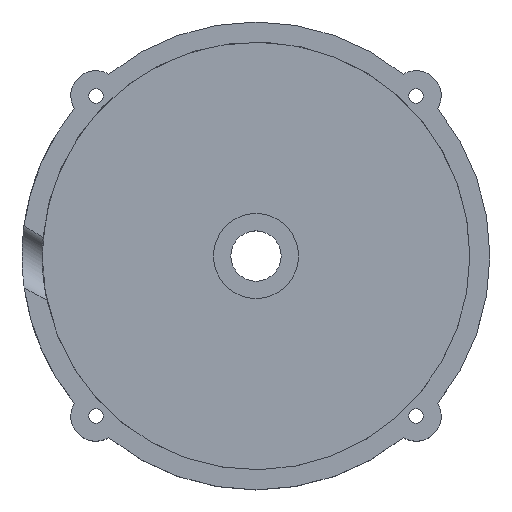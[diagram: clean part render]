
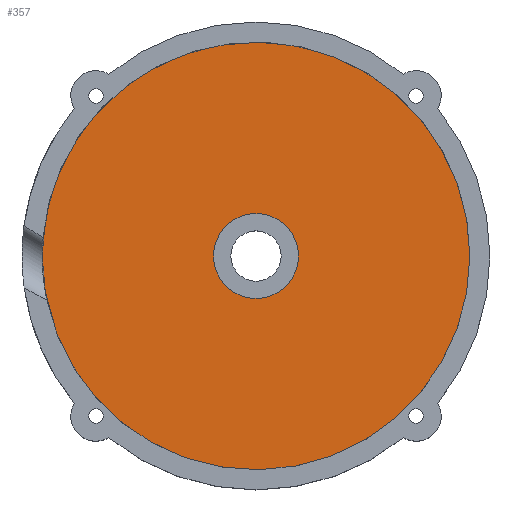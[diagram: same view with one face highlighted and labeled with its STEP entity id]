
A CAD part, top view. The second image highlights one B-rep face of the part: STEP entity #357.
In plain terms, the highlighted planar face has unit normal (0, 0, 1).
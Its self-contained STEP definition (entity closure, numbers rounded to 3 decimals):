
#24=FACE_BOUND('',#67,.T.);
#32=PLANE('',#423);
#41=FACE_OUTER_BOUND('',#66,.T.);
#66=EDGE_LOOP('',(#275));
#67=EDGE_LOOP('',(#276));
#122=CIRCLE('',#407,42.5);
#135=CIRCLE('',#422,8.45);
#159=VERTEX_POINT('',#641);
#170=VERTEX_POINT('',#668);
#196=EDGE_CURVE('',#159,#159,#122,.T.);
#209=EDGE_CURVE('',#170,#170,#135,.T.);
#275=ORIENTED_EDGE('',*,*,#196,.T.);
#276=ORIENTED_EDGE('',*,*,#209,.T.);
#357=ADVANCED_FACE('',(#41,#24),#32,.T.);
#407=AXIS2_PLACEMENT_3D('',#643,#481,#482);
#422=AXIS2_PLACEMENT_3D('',#669,#511,#512);
#423=AXIS2_PLACEMENT_3D('',#671,#514,#515);
#481=DIRECTION('center_axis',(0.,0.,1.));
#482=DIRECTION('ref_axis',(1.,0.,0.));
#511=DIRECTION('center_axis',(0.,0.,-1.));
#512=DIRECTION('ref_axis',(-1.,0.,0.));
#514=DIRECTION('center_axis',(0.,0.,1.));
#515=DIRECTION('ref_axis',(1.,0.,0.));
#641=CARTESIAN_POINT('',(42.5,0.,3.75));
#643=CARTESIAN_POINT('Origin',(0.,0.,3.75));
#668=CARTESIAN_POINT('',(8.45,0.,3.75));
#669=CARTESIAN_POINT('Origin',(0.,0.,3.75));
#671=CARTESIAN_POINT('Origin',(0.,0.,3.75));
